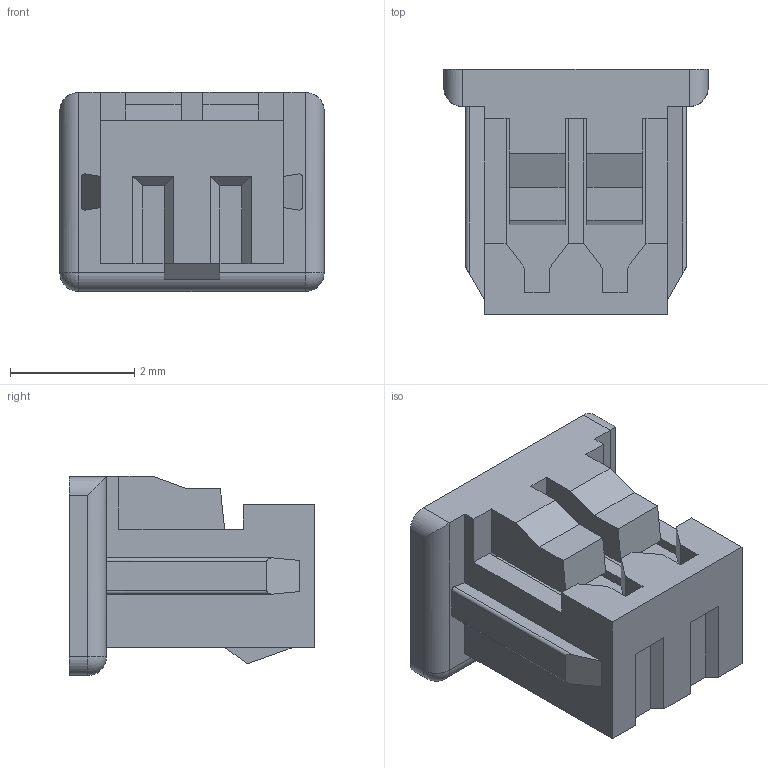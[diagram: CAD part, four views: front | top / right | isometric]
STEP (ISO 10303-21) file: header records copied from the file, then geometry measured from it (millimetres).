
FILE_DESCRIPTION((''),'2;1');
FILE_NAME('510210200','2016-08-16T',('rlalsangi'),(''),'PRO/ENGINEER BY PARAMETRIC TECHNOLOGY CORPORATION, 2012310','PRO/ENGINEER BY PARAMETRIC TECHNOLOGY CORPORATION, 2012310','');
FILE_SCHEMA(('CONFIG_CONTROL_DESIGN'));
Length unit declared in the file: millimetre
Products named in the file (1): 510210200
Bounding box: 4.25 x 3.95 x 3.2 mm (x, y, z)
Volume: 29.8 mm3; surface area: 90.1 mm2
Topology: 1 solids, 1 shells, 130 faces, 339 edges, 214 vertices
Faces by surface type: plane 117, cylinder 11, sphere 2
Entity records: 3945 total; most frequent: CARTESIAN_POINT 730, ORIENTED_EDGE 678, DIRECTION 609, EDGE_CURVE 339, VECTOR 319, LINE 319, VERTEX_POINT 214, AXIS2_PLACEMENT_3D 145
